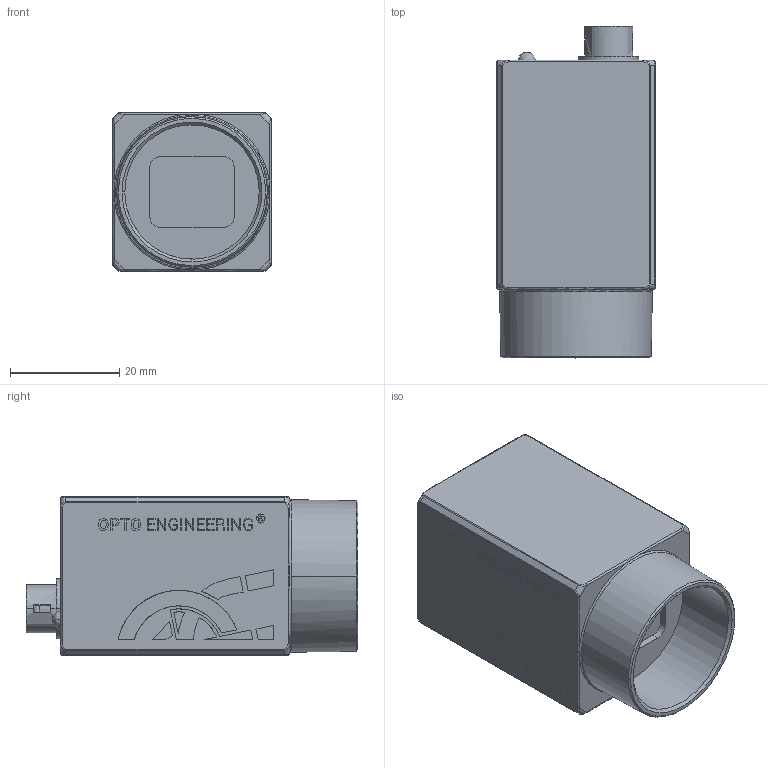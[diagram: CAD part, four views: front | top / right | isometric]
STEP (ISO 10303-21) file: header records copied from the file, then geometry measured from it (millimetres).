
FILE_DESCRIPTION (( 'STEP AP203' ), '1' );
FILE_NAME ('DP28945-B_COE-XXX-Y-POE-TYPE1.step', '2021-11-26T16:27:22', ( '' ), ( '' ), 'SwSTEP 2.0', 'SolidWorks 2021', '' );
FILE_SCHEMA (( 'CONFIG_CONTROL_DESIGN' ));
Length unit declared in the file: millimetre
Products named in the file (1): DP28945-B_COE-XXX-Y-POE-TYPE1
Bounding box: 29 x 60.81 x 29 mm (x, y, z)
Volume: 34159.8 mm3; surface area: 15264.2 mm2
Topology: 48 solids, 48 shells, 1752 faces, 5098 edges, 3410 vertices
Faces by surface type: plane 1126, bspline 626
Entity records: 69377 total; most frequent: CARTESIAN_POINT 35642, ORIENTED_EDGE 10196, EDGE_CURVE 5098, B_SPLINE_CURVE_WITH_KNOTS 4662, VERTEX_POINT 3410, DIRECTION 2254, EDGE_LOOP 1844, ADVANCED_FACE 1752
